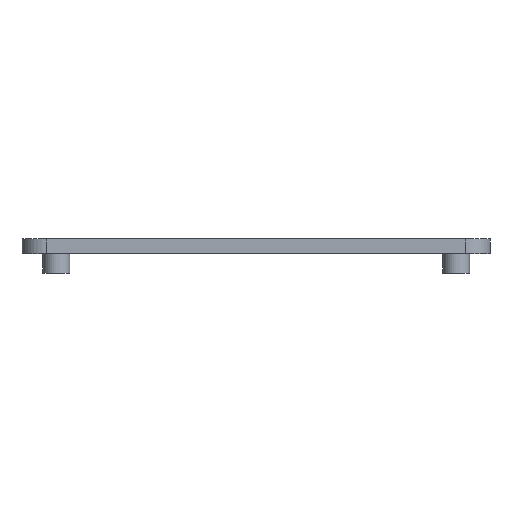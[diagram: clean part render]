
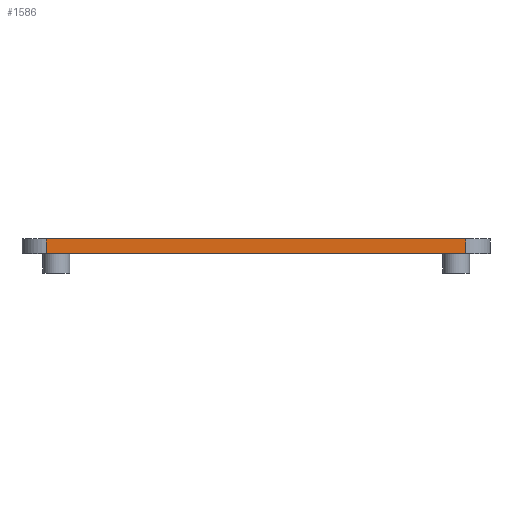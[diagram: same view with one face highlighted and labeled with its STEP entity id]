
A CAD part, front view. The second image highlights one B-rep face of the part: STEP entity #1586.
In plain terms, the highlighted planar face has unit normal (0, -1, 0).
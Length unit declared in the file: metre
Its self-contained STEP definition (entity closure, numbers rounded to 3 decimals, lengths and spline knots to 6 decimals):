
#68=LINE('',#2339,#256);
#129=LINE('',#2491,#317);
#136=LINE('',#2519,#324);
#137=LINE('',#2520,#325);
#256=VECTOR('',#1869,1.);
#317=VECTOR('',#1962,1.);
#324=VECTOR('',#1995,1.);
#325=VECTOR('',#1996,1.);
#394=PLANE('',#1711);
#622=ORIENTED_EDGE('',*,*,#1035,.T.);
#623=ORIENTED_EDGE('',*,*,#1048,.T.);
#624=ORIENTED_EDGE('',*,*,#961,.F.);
#625=ORIENTED_EDGE('',*,*,#1049,.T.);
#961=EDGE_CURVE('',#1181,#1182,#68,.T.);
#1035=EDGE_CURVE('',#1256,#1255,#129,.T.);
#1048=EDGE_CURVE('',#1255,#1182,#136,.F.);
#1049=EDGE_CURVE('',#1181,#1256,#137,.T.);
#1181=VERTEX_POINT('',#2340);
#1182=VERTEX_POINT('',#2341);
#1255=VERTEX_POINT('',#2490);
#1256=VERTEX_POINT('',#2492);
#1354=EDGE_LOOP('',(#622,#623,#624,#625));
#1484=FACE_BOUND('',#1354,.T.);
#1586=ADVANCED_FACE('',(#1484),#394,.F.);
#1711=AXIS2_PLACEMENT_3D('',#2518,#1993,#1994);
#1869=DIRECTION('',(1.,0.,0.));
#1962=DIRECTION('',(1.,0.,0.));
#1993=DIRECTION('',(0.,1.,0.));
#1994=DIRECTION('',(0.,0.,1.));
#1995=DIRECTION('',(0.,0.,-1.));
#1996=DIRECTION('',(0.,0.,-1.));
#2339=CARTESIAN_POINT('',(0.15132,-0.14481,0.10217));
#2340=CARTESIAN_POINT('',(0.10848,-0.14481,0.10217));
#2341=CARTESIAN_POINT('',(0.19416,-0.14481,0.10217));
#2490=CARTESIAN_POINT('',(0.19416,-0.14481,0.09917));
#2491=CARTESIAN_POINT('',(0.15132,-0.14481,0.09917));
#2492=CARTESIAN_POINT('',(0.10848,-0.14481,0.09917));
#2518=CARTESIAN_POINT('',(0.15132,-0.14481,0.10217));
#2519=CARTESIAN_POINT('',(0.19416,-0.14481,0.10217));
#2520=CARTESIAN_POINT('',(0.10848,-0.14481,0.10217));
